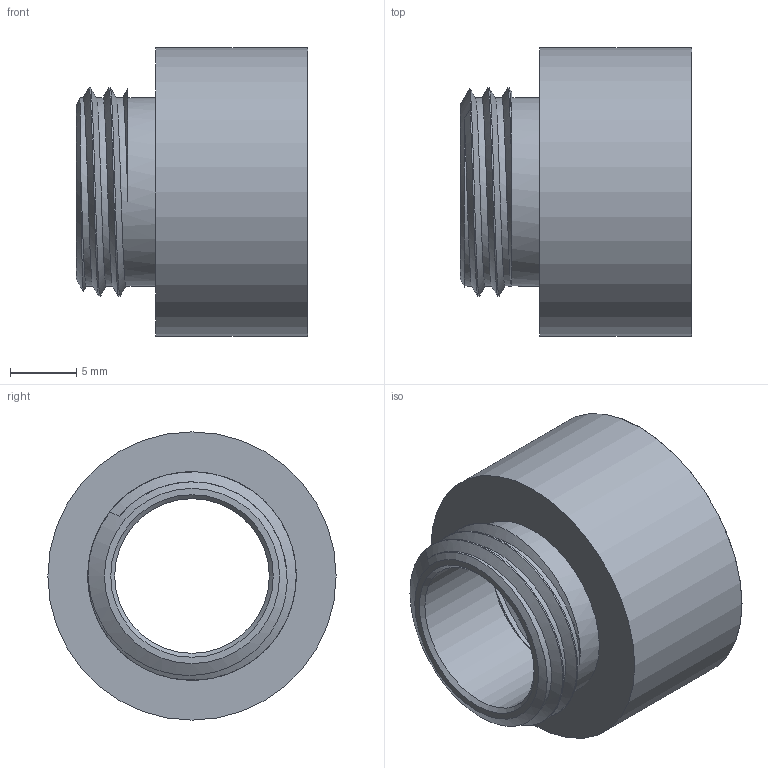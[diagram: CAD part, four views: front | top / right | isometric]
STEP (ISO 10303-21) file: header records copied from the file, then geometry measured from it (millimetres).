
FILE_DESCRIPTION(/* description */ ('Erweiterungen rund M16/M20'),/* implementation_level */ '2;1');
FILE_NAME(/* name */ '62081620-RST.stp',/* time_stamp */ '2020-07-01T14:55:12+02:00',/* author */ ('sl'),/* organization */ (''),/* preprocessor_version */ 'ST-DEVELOPER v16.5',/* originating_system */ 'Autodesk Inventor 2017',/* authorisation */ '');
FILE_SCHEMA (('AUTOMOTIVE_DESIGN { 1 0 10303 214 3 1 1 }'));
Length unit declared in the file: millimetre
Products named in the file (1): 62081620
Bounding box: 17.5 x 21.82 x 21.82 mm (x, y, z)
Volume: 1605.3 mm3; surface area: 2828.7 mm2
Topology: 1 solids, 1 shells, 28 faces, 69 edges, 45 vertices
Faces by surface type: cylinder 13, plane 6, cone 4, bspline 4, torus 1
Full cylindrical faces by diameter (mm): 11.7 x1, 14.258 x2, 18.4 x5, 21.82 x1
Entity records: 2104 total; most frequent: CARTESIAN_POINT 1676, DIRECTION 78, ORIENTED_EDGE 70, AXIS2_PLACEMENT_3D 39, EDGE_CURVE 35, EDGE_LOOP 34, VERTEX_POINT 27, FACE_OUTER_BOUND 21
